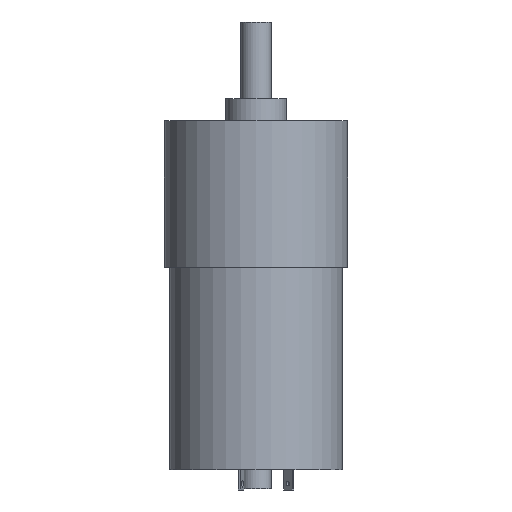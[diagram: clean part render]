
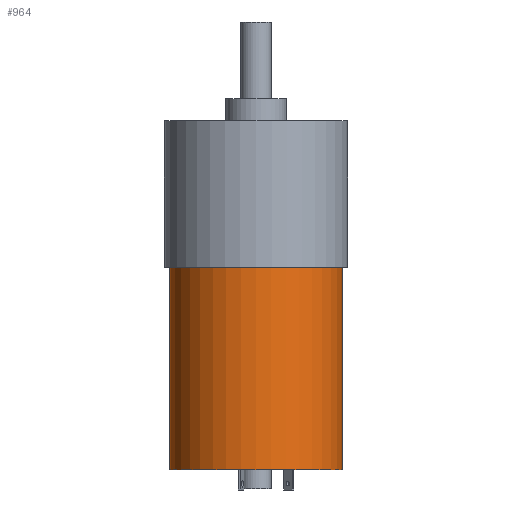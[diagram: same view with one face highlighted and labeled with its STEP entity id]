
A CAD part, front view. The second image highlights one B-rep face of the part: STEP entity #964.
In plain terms, the highlighted cylindrical face has radius 17.145 mm (diameter 34.29 mm), a partial arc.
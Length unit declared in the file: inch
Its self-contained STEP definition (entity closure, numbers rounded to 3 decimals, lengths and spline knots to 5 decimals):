
#17 = CYLINDRICAL_SURFACE ( 'NONE', #1372, 0.675 ) ;
#26 = EDGE_CURVE ( 'NONE', #1775, #804, #604, .T. ) ;
#82 = ORIENTED_EDGE ( 'NONE', *, *, #306, .T. ) ;
#306 = EDGE_CURVE ( 'NONE', #1303, #1174, #762, .T. ) ;
#492 = DIRECTION ( 'NONE',  ( 0., 0., -1. ) ) ;
#538 = ORIENTED_EDGE ( 'NONE', *, *, #1452, .F. ) ;
#542 = CARTESIAN_POINT ( 'NONE',  ( -0.675, 0., -1.58 ) ) ;
#566 = CARTESIAN_POINT ( 'NONE',  ( -0.675, 0., -1.58 ) ) ;
#604 = CIRCLE ( 'NONE', #922, 0.675 ) ;
#625 = CARTESIAN_POINT ( 'NONE',  ( 0., 0., 0. ) ) ;
#640 = EDGE_LOOP ( 'NONE', ( #538, #902, #1751, #82 ) ) ;
#674 = CARTESIAN_POINT ( 'NONE',  ( 0.675, 0., -1.58 ) ) ;
#741 = CARTESIAN_POINT ( 'NONE',  ( 0., 0., -1.58 ) ) ;
#762 = CIRCLE ( 'NONE', #2011, 0.675 ) ;
#765 = DIRECTION ( 'NONE',  ( 1., 0., 0. ) ) ;
#804 = VERTEX_POINT ( 'NONE', #542 ) ;
#902 = ORIENTED_EDGE ( 'NONE', *, *, #26, .F. ) ;
#922 = AXIS2_PLACEMENT_3D ( 'NONE', #1430, #492, #1582 ) ;
#964 = ADVANCED_FACE ( 'NONE', ( #1251 ), #17, .T. ) ;
#975 = CARTESIAN_POINT ( 'NONE',  ( 0.675, 0., -1.58 ) ) ;
#1080 = CARTESIAN_POINT ( 'NONE',  ( -0.675, 0., 0. ) ) ;
#1139 = DIRECTION ( 'NONE',  ( 0., 0., 1. ) ) ;
#1174 = VERTEX_POINT ( 'NONE', #1080 ) ;
#1180 = CARTESIAN_POINT ( 'NONE',  ( 0.675, 0., 0. ) ) ;
#1251 = FACE_OUTER_BOUND ( 'NONE', #640, .T. ) ;
#1303 = VERTEX_POINT ( 'NONE', #1180 ) ;
#1352 = DIRECTION ( 'NONE',  ( 0., 0., 1. ) ) ;
#1372 = AXIS2_PLACEMENT_3D ( 'NONE', #741, #1687, #1856 ) ;
#1430 = CARTESIAN_POINT ( 'NONE',  ( 0., 0., -1.58 ) ) ;
#1452 = EDGE_CURVE ( 'NONE', #804, #1174, #1466, .T. ) ;
#1466 = LINE ( 'NONE', #566, #1901 ) ;
#1582 = DIRECTION ( 'NONE',  ( -1., 0., 0. ) ) ;
#1687 = DIRECTION ( 'NONE',  ( 0., 0., 1. ) ) ;
#1718 = DIRECTION ( 'NONE',  ( 0., 0., -1. ) ) ;
#1751 = ORIENTED_EDGE ( 'NONE', *, *, #1770, .T. ) ;
#1770 = EDGE_CURVE ( 'NONE', #1775, #1303, #1955, .T. ) ;
#1775 = VERTEX_POINT ( 'NONE', #975 ) ;
#1856 = DIRECTION ( 'NONE',  ( 1., 0., 0. ) ) ;
#1901 = VECTOR ( 'NONE', #1352, 39.37008 ) ;
#1955 = LINE ( 'NONE', #674, #2014 ) ;
#2011 = AXIS2_PLACEMENT_3D ( 'NONE', #625, #1718, #765 ) ;
#2014 = VECTOR ( 'NONE', #1139, 39.37008 ) ;
